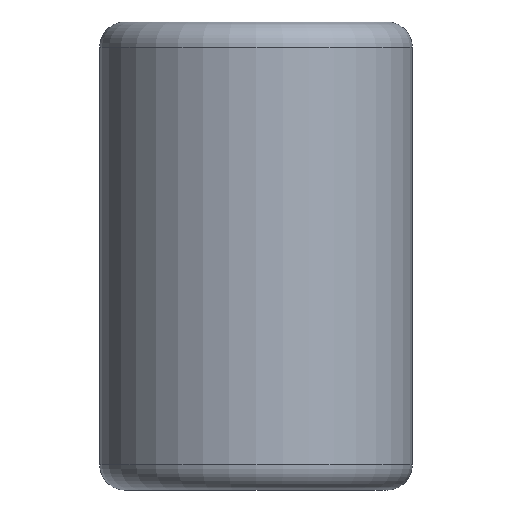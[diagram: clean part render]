
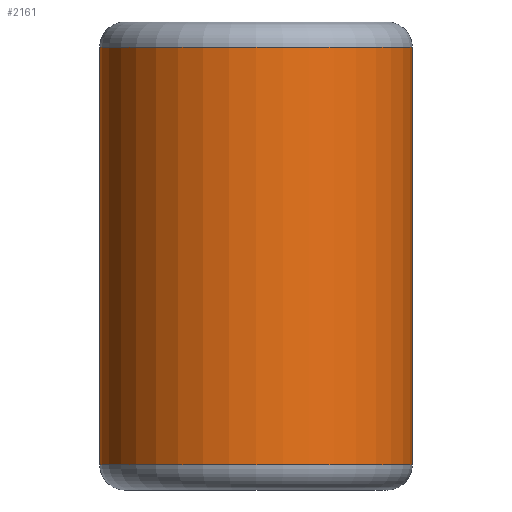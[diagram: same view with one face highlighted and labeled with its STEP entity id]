
A CAD part, front view. The second image highlights one B-rep face of the part: STEP entity #2161.
In plain terms, the highlighted cylindrical face has radius 4.75 mm (diameter 9.5 mm), a partial arc.
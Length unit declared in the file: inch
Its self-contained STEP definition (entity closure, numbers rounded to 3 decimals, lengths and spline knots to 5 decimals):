
#137 = CARTESIAN_POINT ( 'NONE',  ( 0.312, -0.75, 0.25 ) ) ;
#180 = VECTOR ( 'NONE', #2561, 39.37008 ) ;
#297 = CARTESIAN_POINT ( 'NONE',  ( 0.312, -0.75, -0.25 ) ) ;
#317 = DIRECTION ( 'NONE',  ( 0., 0., 1. ) ) ;
#347 = DIRECTION ( 'NONE',  ( 0., 0., 1. ) ) ;
#397 = EDGE_CURVE ( 'NONE', #2281, #1286, #1496, .T. ) ;
#405 = CIRCLE ( 'NONE', #2245, 0.187 ) ;
#420 = ORIENTED_EDGE ( 'NONE', *, *, #436, .T. ) ;
#436 = EDGE_CURVE ( 'NONE', #1286, #2065, #405, .T. ) ;
#552 = CARTESIAN_POINT ( 'NONE',  ( 0.125, -0.75, 0. ) ) ;
#559 = CARTESIAN_POINT ( 'NONE',  ( -0.062, -0.75, 0.25 ) ) ;
#815 = CIRCLE ( 'NONE', #1770, 0.187 ) ;
#961 = VECTOR ( 'NONE', #1192, 39.37008 ) ;
#992 = CARTESIAN_POINT ( 'NONE',  ( 0.125, -0.75, -0.25 ) ) ;
#1008 = ORIENTED_EDGE ( 'NONE', *, *, #2101, .F. ) ;
#1139 = CARTESIAN_POINT ( 'NONE',  ( 0.312, -0.75, 0. ) ) ;
#1192 = DIRECTION ( 'NONE',  ( 0., 0., -1. ) ) ;
#1202 = DIRECTION ( 'NONE',  ( 1., 0., 0. ) ) ;
#1275 = EDGE_CURVE ( 'NONE', #2065, #1329, #1837, .T. ) ;
#1286 = VERTEX_POINT ( 'NONE', #1963 ) ;
#1329 = VERTEX_POINT ( 'NONE', #137 ) ;
#1496 = LINE ( 'NONE', #559, #961 ) ;
#1553 = CARTESIAN_POINT ( 'NONE',  ( 0.125, -0.75, 0.25 ) ) ;
#1616 = FACE_OUTER_BOUND ( 'NONE', #2315, .T. ) ;
#1759 = DIRECTION ( 'NONE',  ( 1., 0., 0. ) ) ;
#1770 = AXIS2_PLACEMENT_3D ( 'NONE', #1553, #317, #1759 ) ;
#1837 = LINE ( 'NONE', #1139, #180 ) ;
#1963 = CARTESIAN_POINT ( 'NONE',  ( -0.062, -0.75, -0.25 ) ) ;
#2000 = DIRECTION ( 'NONE',  ( 1., 0., 0. ) ) ;
#2065 = VERTEX_POINT ( 'NONE', #297 ) ;
#2101 = EDGE_CURVE ( 'NONE', #2281, #1329, #815, .T. ) ;
#2161 = ADVANCED_FACE ( 'NONE', ( #1616 ), #2372, .T. ) ;
#2245 = AXIS2_PLACEMENT_3D ( 'NONE', #992, #2424, #1202 ) ;
#2259 = AXIS2_PLACEMENT_3D ( 'NONE', #552, #347, #2000 ) ;
#2281 = VERTEX_POINT ( 'NONE', #2621 ) ;
#2315 = EDGE_LOOP ( 'NONE', ( #420, #2500, #1008, #2351 ) ) ;
#2351 = ORIENTED_EDGE ( 'NONE', *, *, #397, .T. ) ;
#2372 = CYLINDRICAL_SURFACE ( 'NONE', #2259, 0.187 ) ;
#2424 = DIRECTION ( 'NONE',  ( 0., 0., 1. ) ) ;
#2500 = ORIENTED_EDGE ( 'NONE', *, *, #1275, .T. ) ;
#2561 = DIRECTION ( 'NONE',  ( 0., 0., 1. ) ) ;
#2621 = CARTESIAN_POINT ( 'NONE',  ( -0.062, -0.75, 0.25 ) ) ;
